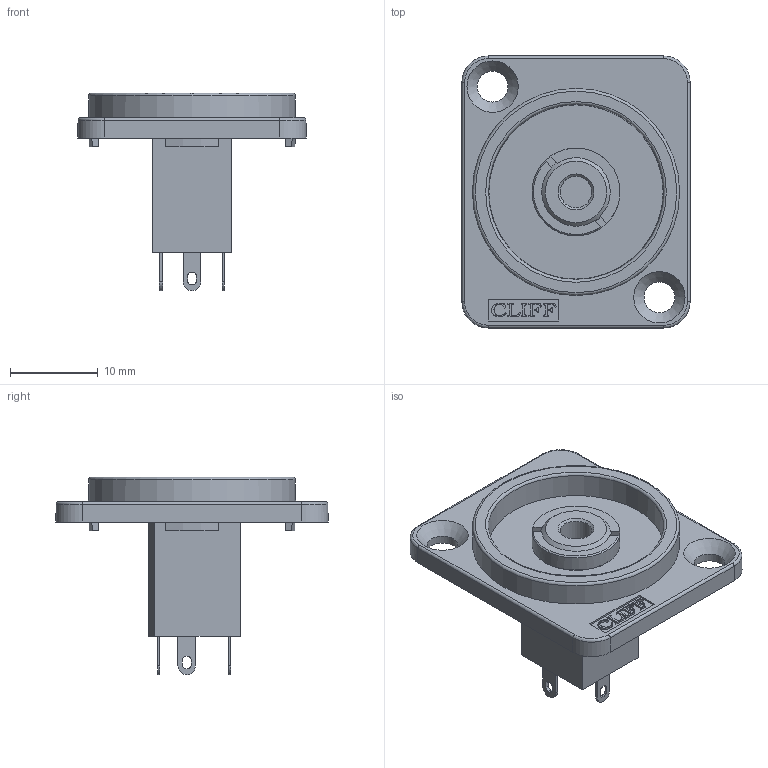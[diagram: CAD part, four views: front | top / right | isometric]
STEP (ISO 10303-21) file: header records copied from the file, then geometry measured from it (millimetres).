
FILE_DESCRIPTION(/* description */ (''),/* implementation_level */ '2;1');
FILE_NAME(/* name */ 'CP303100.stp',/* time_stamp */ '2026-04-07T10:16:33+01:00',/* author */ ('TimOttley'),/* organization */ (''),/* preprocessor_version */ 'ST-DEVELOPER v20.1',/* originating_system */ 'Autodesk Inventor 2026',/* authorisation */ '');
FILE_SCHEMA (('AUTOMOTIVE_DESIGN { 1 0 10303 214 3 1 1 }'));
Length unit declared in the file: millimetre
Products named in the file (1): CP303100
Bounding box: 26 x 31 x 22.5 mm (x, y, z)
Volume: 3282 mm3; surface area: 3238.3 mm2
Topology: 1 solids, 2 shells, 269 faces, 724 edges, 478 vertices
Faces by surface type: plane 155, bspline 57, cylinder 39, cone 16, torus 2
Full cylindrical faces by diameter (mm): 3.5 x2, 3.6 x1, 8 x2, 8.1 x1, 10 x1
Entity records: 11764 total; most frequent: CARTESIAN_POINT 4960, ORIENTED_EDGE 1448, DIRECTION 1149, EDGE_CURVE 724, VERTEX_POINT 478, LINE 463, VECTOR 463, AXIS2_PLACEMENT_3D 343
